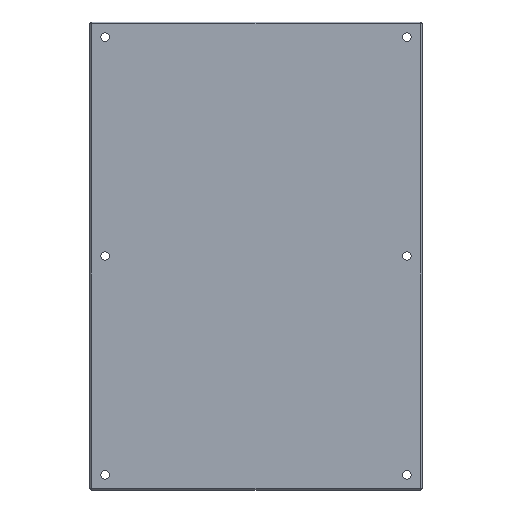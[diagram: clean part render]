
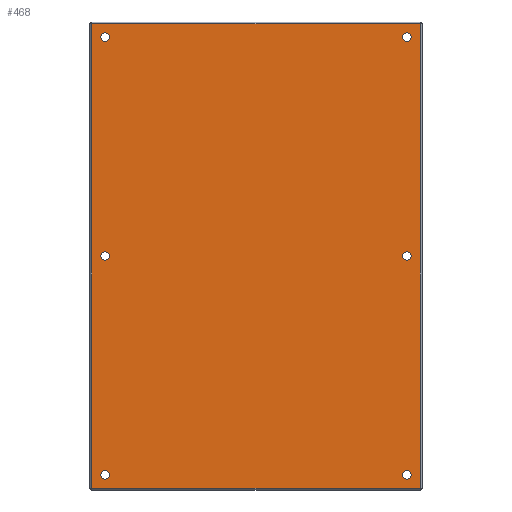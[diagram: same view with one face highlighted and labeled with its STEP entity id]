
A CAD part, top view. The second image highlights one B-rep face of the part: STEP entity #468.
In plain terms, the highlighted planar face has unit normal (0, 0, 1).
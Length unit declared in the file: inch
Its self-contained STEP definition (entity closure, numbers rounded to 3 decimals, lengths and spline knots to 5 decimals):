
#15=PLANE($,#526);
#28=LINE($,#723,#60);
#30=LINE($,#731,#62);
#32=LINE($,#739,#64);
#34=LINE($,#748,#66);
#60=VECTOR($,#581,21.75);
#62=VECTOR($,#589,30.75);
#64=VECTOR($,#597,21.75);
#66=VECTOR($,#609,30.75);
#98=FACE_BOUND($,#165,.T.);
#99=FACE_BOUND($,#166,.T.);
#100=FACE_BOUND($,#167,.T.);
#101=FACE_BOUND($,#168,.T.);
#102=FACE_BOUND($,#169,.T.);
#103=FACE_BOUND($,#170,.T.);
#129=FACE_OUTER_BOUND($,#164,.T.);
#164=EDGE_LOOP($,(#372,#373,#374,#375));
#165=EDGE_LOOP($,(#376));
#166=EDGE_LOOP($,(#377));
#167=EDGE_LOOP($,(#378));
#168=EDGE_LOOP($,(#379));
#169=EDGE_LOOP($,(#380));
#170=EDGE_LOOP($,(#381));
#189=CIRCLE($,#484,0.28125);
#191=CIRCLE($,#487,0.28125);
#193=CIRCLE($,#490,0.28125);
#195=CIRCLE($,#493,0.28125);
#197=CIRCLE($,#496,0.28125);
#199=CIRCLE($,#499,0.28125);
#217=VERTEX_POINT($,#691);
#219=VERTEX_POINT($,#696);
#221=VERTEX_POINT($,#701);
#223=VERTEX_POINT($,#706);
#225=VERTEX_POINT($,#711);
#227=VERTEX_POINT($,#716);
#229=VERTEX_POINT($,#720);
#230=VERTEX_POINT($,#722);
#233=VERTEX_POINT($,#730);
#236=VERTEX_POINT($,#738);
#257=EDGE_CURVE($,#217,#217,#189,.T.);
#259=EDGE_CURVE($,#219,#219,#191,.T.);
#261=EDGE_CURVE($,#221,#221,#193,.T.);
#263=EDGE_CURVE($,#223,#223,#195,.T.);
#265=EDGE_CURVE($,#225,#225,#197,.T.);
#267=EDGE_CURVE($,#227,#227,#199,.T.);
#269=EDGE_CURVE($,#229,#230,#28,.T.);
#273=EDGE_CURVE($,#230,#233,#30,.T.);
#277=EDGE_CURVE($,#233,#236,#32,.T.);
#282=EDGE_CURVE($,#236,#229,#34,.T.);
#372=ORIENTED_EDGE($,*,*,#269,.F.);
#373=ORIENTED_EDGE($,*,*,#282,.F.);
#374=ORIENTED_EDGE($,*,*,#277,.F.);
#375=ORIENTED_EDGE($,*,*,#273,.F.);
#376=ORIENTED_EDGE($,*,*,#257,.T.);
#377=ORIENTED_EDGE($,*,*,#259,.T.);
#378=ORIENTED_EDGE($,*,*,#261,.T.);
#379=ORIENTED_EDGE($,*,*,#263,.T.);
#380=ORIENTED_EDGE($,*,*,#265,.T.);
#381=ORIENTED_EDGE($,*,*,#267,.T.);
#468=ADVANCED_FACE($,(#129,#98,#99,#100,#101,#102,#103),#15,.T.);
#484=AXIS2_PLACEMENT_3D($,#692,#545,#546);
#487=AXIS2_PLACEMENT_3D($,#697,#551,#552);
#490=AXIS2_PLACEMENT_3D($,#702,#557,#558);
#493=AXIS2_PLACEMENT_3D($,#707,#563,#564);
#496=AXIS2_PLACEMENT_3D($,#712,#569,#570);
#499=AXIS2_PLACEMENT_3D($,#717,#575,#576);
#526=AXIS2_PLACEMENT_3D($,#776,#644,#645);
#545=DIRECTION('center_axis',(0.,0.,-1.));
#546=DIRECTION('ref_axis',(1.,0.,0.));
#551=DIRECTION('center_axis',(0.,0.,-1.));
#552=DIRECTION('ref_axis',(1.,0.,0.));
#557=DIRECTION('center_axis',(0.,0.,-1.));
#558=DIRECTION('ref_axis',(1.,0.,0.));
#563=DIRECTION('center_axis',(0.,0.,-1.));
#564=DIRECTION('ref_axis',(1.,0.,0.));
#569=DIRECTION('center_axis',(0.,0.,-1.));
#570=DIRECTION('ref_axis',(1.,0.,0.));
#575=DIRECTION('center_axis',(0.,0.,-1.));
#576=DIRECTION('ref_axis',(1.,0.,0.));
#581=DIRECTION($,(1.,0.,0.));
#589=DIRECTION($,(0.,-1.,0.));
#597=DIRECTION($,(-1.,0.,0.));
#609=DIRECTION($,(0.,1.,0.));
#644=DIRECTION('center_axis',(0.,0.,1.));
#645=DIRECTION('ref_axis',(1.,0.,0.));
#691=CARTESIAN_POINT('',(0.73955,-14.3779,0.5));
#692=CARTESIAN_POINT('Origin',(0.4583,-14.3779,0.5));
#696=CARTESIAN_POINT('',(0.73955,-28.8779,0.5));
#697=CARTESIAN_POINT('Origin',(0.4583,-28.8779,0.5));
#701=CARTESIAN_POINT('',(20.73955,-28.8779,0.5));
#702=CARTESIAN_POINT('Origin',(20.4583,-28.8779,0.5));
#706=CARTESIAN_POINT('',(20.73955,-14.3779,0.5));
#707=CARTESIAN_POINT('Origin',(20.4583,-14.3779,0.5));
#711=CARTESIAN_POINT('',(20.73955,0.1221,0.5));
#712=CARTESIAN_POINT('Origin',(20.4583,0.1221,0.5));
#716=CARTESIAN_POINT('',(0.73955,0.1221,0.5));
#717=CARTESIAN_POINT('Origin',(0.4583,0.1221,0.5));
#720=CARTESIAN_POINT('',(-0.4167,0.9971,0.5));
#722=CARTESIAN_POINT('',(21.3333,0.9971,0.5));
#723=CARTESIAN_POINT($,(-0.4167,0.9971,0.5));
#730=CARTESIAN_POINT('',(21.3333,-29.7529,0.5));
#731=CARTESIAN_POINT($,(21.3333,0.9971,0.5));
#738=CARTESIAN_POINT('',(-0.4167,-29.7529,0.5));
#739=CARTESIAN_POINT($,(21.3333,-29.7529,0.5));
#748=CARTESIAN_POINT($,(-0.4167,-29.7529,0.5));
#776=CARTESIAN_POINT('Origin',(10.4583,-14.3779,0.5));
